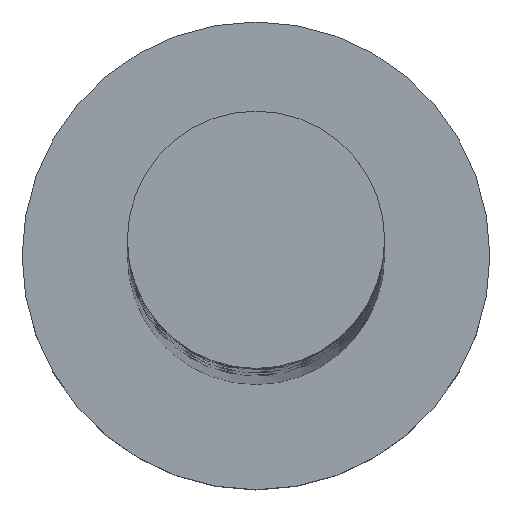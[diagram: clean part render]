
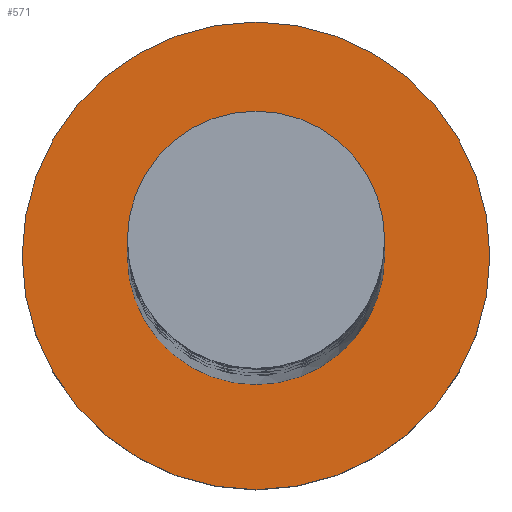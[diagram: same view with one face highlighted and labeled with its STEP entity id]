
A CAD part, top view. The second image highlights one B-rep face of the part: STEP entity #571.
In plain terms, the highlighted planar face has unit normal (0, 0, 1).
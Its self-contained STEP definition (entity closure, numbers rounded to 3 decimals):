
#54 = AXIS2_PLACEMENT_3D ( 'NONE', #238, #1690, #355 ) ;
#55 = EDGE_LOOP ( 'NONE', ( #1216, #277 ) ) ;
#56 = CIRCLE ( 'NONE', #54, 2.75 ) ;
#81 = DIRECTION ( 'NONE',  ( 0., 0., 1. ) ) ;
#177 = FACE_OUTER_BOUND ( 'NONE', #1031, .T. ) ;
#193 = CARTESIAN_POINT ( 'NONE',  ( 5., 0., 3. ) ) ;
#238 = CARTESIAN_POINT ( 'NONE',  ( 0., 0., 3. ) ) ;
#277 = ORIENTED_EDGE ( 'NONE', *, *, #438, .F. ) ;
#324 = CARTESIAN_POINT ( 'NONE',  ( -2.75, 0., 3. ) ) ;
#327 = DIRECTION ( 'NONE',  ( 0., 0., 1. ) ) ;
#355 = DIRECTION ( 'NONE',  ( 1., 0., 0. ) ) ;
#438 = EDGE_CURVE ( 'NONE', #1126, #1264, #56, .T. ) ;
#462 = DIRECTION ( 'NONE',  ( 1., 0., 0. ) ) ;
#534 = CIRCLE ( 'NONE', #1558, 2.75 ) ;
#561 = AXIS2_PLACEMENT_3D ( 'NONE', #998, #327, #1386 ) ;
#571 = ADVANCED_FACE ( 'NONE', ( #1527, #177 ), #615, .T. ) ;
#615 = PLANE ( 'NONE',  #561 ) ;
#648 = DIRECTION ( 'NONE',  ( 1., 0., 0. ) ) ;
#655 = VERTEX_POINT ( 'NONE', #1032 ) ;
#700 = AXIS2_PLACEMENT_3D ( 'NONE', #1722, #81, #648 ) ;
#874 = DIRECTION ( 'NONE',  ( 0., 0., 1. ) ) ;
#898 = EDGE_CURVE ( 'NONE', #1264, #1126, #534, .T. ) ;
#974 = AXIS2_PLACEMENT_3D ( 'NONE', #1668, #874, #462 ) ;
#998 = CARTESIAN_POINT ( 'NONE',  ( 0., 0., 3. ) ) ;
#1031 = EDGE_LOOP ( 'NONE', ( #1079, #1418 ) ) ;
#1032 = CARTESIAN_POINT ( 'NONE',  ( -5., 0., 3. ) ) ;
#1055 = CIRCLE ( 'NONE', #700, 5. ) ;
#1079 = ORIENTED_EDGE ( 'NONE', *, *, #1466, .T. ) ;
#1126 = VERTEX_POINT ( 'NONE', #1137 ) ;
#1137 = CARTESIAN_POINT ( 'NONE',  ( 2.75, 0., 3. ) ) ;
#1144 = VERTEX_POINT ( 'NONE', #193 ) ;
#1152 = DIRECTION ( 'NONE',  ( 1., 0., 0. ) ) ;
#1216 = ORIENTED_EDGE ( 'NONE', *, *, #898, .F. ) ;
#1259 = EDGE_CURVE ( 'NONE', #1144, #655, #1345, .T. ) ;
#1264 = VERTEX_POINT ( 'NONE', #324 ) ;
#1290 = DIRECTION ( 'NONE',  ( 0., 0., 1. ) ) ;
#1345 = CIRCLE ( 'NONE', #974, 5. ) ;
#1386 = DIRECTION ( 'NONE',  ( 1., 0., 0. ) ) ;
#1415 = CARTESIAN_POINT ( 'NONE',  ( 0., 0., 3. ) ) ;
#1418 = ORIENTED_EDGE ( 'NONE', *, *, #1259, .T. ) ;
#1466 = EDGE_CURVE ( 'NONE', #655, #1144, #1055, .T. ) ;
#1527 = FACE_BOUND ( 'NONE', #55, .T. ) ;
#1558 = AXIS2_PLACEMENT_3D ( 'NONE', #1415, #1290, #1152 ) ;
#1668 = CARTESIAN_POINT ( 'NONE',  ( 0., 0., 3. ) ) ;
#1690 = DIRECTION ( 'NONE',  ( 0., 0., 1. ) ) ;
#1722 = CARTESIAN_POINT ( 'NONE',  ( 0., 0., 3. ) ) ;
